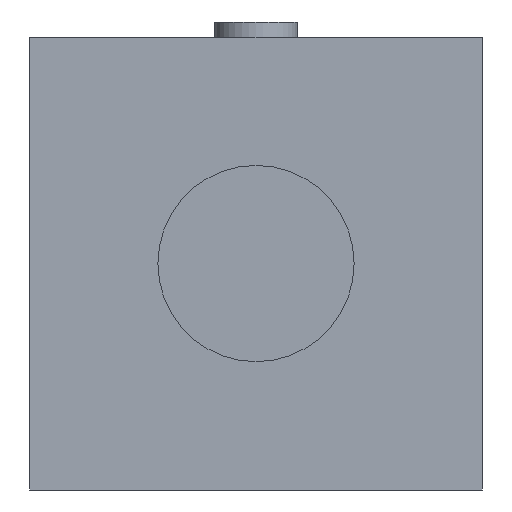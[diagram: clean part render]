
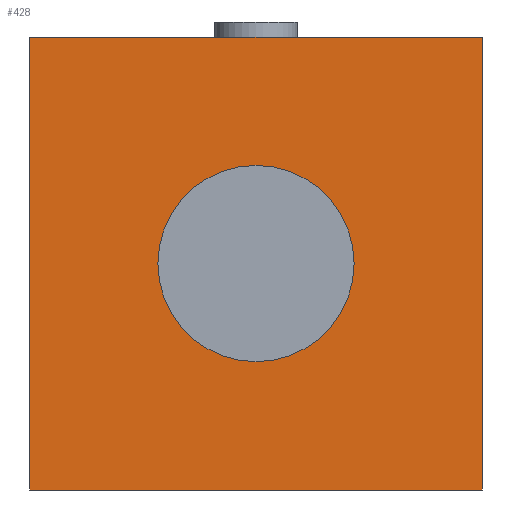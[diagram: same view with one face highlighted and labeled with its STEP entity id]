
A CAD part, front view. The second image highlights one B-rep face of the part: STEP entity #428.
In plain terms, the highlighted planar face has unit normal (0, -1, 0).
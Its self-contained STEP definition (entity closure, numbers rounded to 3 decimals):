
#11 = CARTESIAN_POINT ( 'NONE',  ( 0., -54.8, -15. ) ) ;
#76 = CIRCLE ( 'NONE', #877, 6.5 ) ;
#136 = ORIENTED_EDGE ( 'NONE', *, *, #4139, .T. ) ;
#288 = VERTEX_POINT ( 'NONE', #897 ) ;
#291 = DIRECTION ( 'NONE',  ( -1., 0., 0. ) ) ;
#307 = AXIS2_PLACEMENT_3D ( 'NONE', #1199, #758, #291 ) ;
#408 = VECTOR ( 'NONE', #2520, 1000. ) ;
#428 = ADVANCED_FACE ( 'NONE', ( #4137, #1892 ), #1632, .F. ) ;
#459 = LINE ( 'NONE', #11, #2021 ) ;
#525 = CARTESIAN_POINT ( 'NONE',  ( 0., -54.8, 0. ) ) ;
#648 = CARTESIAN_POINT ( 'NONE',  ( 0., -54.8, 6.5 ) ) ;
#753 = EDGE_LOOP ( 'NONE', ( #136, #3209, #2046, #2660 ) ) ;
#758 = DIRECTION ( 'NONE',  ( 0., 1., 0. ) ) ;
#877 = AXIS2_PLACEMENT_3D ( 'NONE', #525, #4319, #3872 ) ;
#897 = CARTESIAN_POINT ( 'NONE',  ( 15., -54.8, 15. ) ) ;
#1057 = DIRECTION ( 'NONE',  ( 0., 0., 1. ) ) ;
#1076 = VERTEX_POINT ( 'NONE', #1276 ) ;
#1133 = EDGE_CURVE ( 'NONE', #1853, #3427, #76, .T. ) ;
#1199 = CARTESIAN_POINT ( 'NONE',  ( 15., -54.8, -15. ) ) ;
#1275 = CARTESIAN_POINT ( 'NONE',  ( -15., -54.8, -15. ) ) ;
#1276 = CARTESIAN_POINT ( 'NONE',  ( -15., -54.8, 15. ) ) ;
#1293 = CARTESIAN_POINT ( 'NONE',  ( 0., -54.8, -6.5 ) ) ;
#1394 = DIRECTION ( 'NONE',  ( 0., 0., -1. ) ) ;
#1452 = ORIENTED_EDGE ( 'NONE', *, *, #1133, .F. ) ;
#1493 = CARTESIAN_POINT ( 'NONE',  ( 15., -54.8, 0. ) ) ;
#1539 = CARTESIAN_POINT ( 'NONE',  ( 15., -54.8, -15. ) ) ;
#1593 = VECTOR ( 'NONE', #1394, 1000. ) ;
#1632 = PLANE ( 'NONE',  #307 ) ;
#1814 = CIRCLE ( 'NONE', #2904, 6.5 ) ;
#1853 = VERTEX_POINT ( 'NONE', #648 ) ;
#1861 = CARTESIAN_POINT ( 'NONE',  ( -15., -54.8, 0. ) ) ;
#1892 = FACE_OUTER_BOUND ( 'NONE', #753, .T. ) ;
#1895 = VECTOR ( 'NONE', #1057, 1000. ) ;
#1951 = LINE ( 'NONE', #1493, #1895 ) ;
#2021 = VECTOR ( 'NONE', #3922, 1000. ) ;
#2046 = ORIENTED_EDGE ( 'NONE', *, *, #3139, .T. ) ;
#2199 = VERTEX_POINT ( 'NONE', #1539 ) ;
#2309 = LINE ( 'NONE', #1861, #1593 ) ;
#2520 = DIRECTION ( 'NONE',  ( 1., 0., 0. ) ) ;
#2660 = ORIENTED_EDGE ( 'NONE', *, *, #3028, .T. ) ;
#2764 = EDGE_CURVE ( 'NONE', #1076, #288, #3420, .T. ) ;
#2904 = AXIS2_PLACEMENT_3D ( 'NONE', #3789, #3361, #2907 ) ;
#2907 = DIRECTION ( 'NONE',  ( 0., 0., -1. ) ) ;
#2966 = CARTESIAN_POINT ( 'NONE',  ( 0., -54.8, 15. ) ) ;
#3028 = EDGE_CURVE ( 'NONE', #3122, #2199, #459, .T. ) ;
#3122 = VERTEX_POINT ( 'NONE', #1275 ) ;
#3139 = EDGE_CURVE ( 'NONE', #1076, #3122, #2309, .T. ) ;
#3209 = ORIENTED_EDGE ( 'NONE', *, *, #2764, .F. ) ;
#3361 = DIRECTION ( 'NONE',  ( 0., -1., 0. ) ) ;
#3420 = LINE ( 'NONE', #2966, #408 ) ;
#3427 = VERTEX_POINT ( 'NONE', #1293 ) ;
#3458 = EDGE_CURVE ( 'NONE', #3427, #1853, #1814, .T. ) ;
#3506 = EDGE_LOOP ( 'NONE', ( #3527, #1452 ) ) ;
#3527 = ORIENTED_EDGE ( 'NONE', *, *, #3458, .F. ) ;
#3789 = CARTESIAN_POINT ( 'NONE',  ( 0., -54.8, 0. ) ) ;
#3872 = DIRECTION ( 'NONE',  ( 0., 0., -1. ) ) ;
#3922 = DIRECTION ( 'NONE',  ( 1., 0., 0. ) ) ;
#4137 = FACE_BOUND ( 'NONE', #3506, .T. ) ;
#4139 = EDGE_CURVE ( 'NONE', #2199, #288, #1951, .T. ) ;
#4319 = DIRECTION ( 'NONE',  ( 0., -1., 0. ) ) ;
